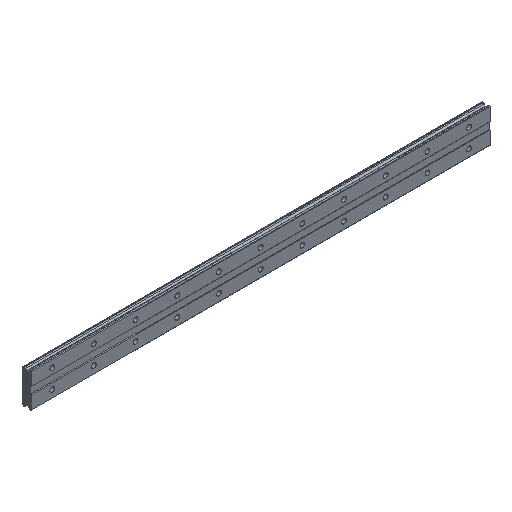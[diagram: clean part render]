
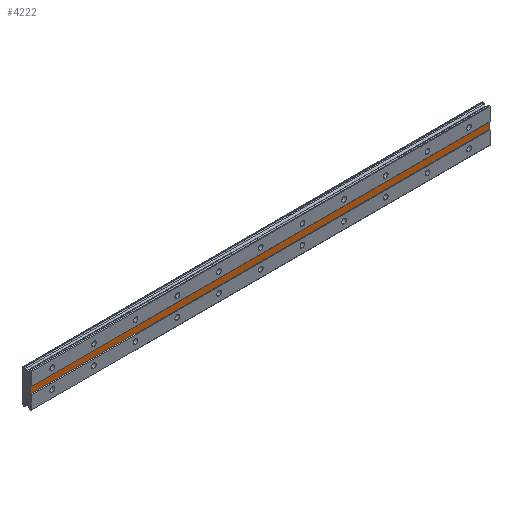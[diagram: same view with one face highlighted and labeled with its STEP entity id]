
A CAD part, isometric view. The second image highlights one B-rep face of the part: STEP entity #4222.
In plain terms, the highlighted planar face has unit normal (0, -1, 0).
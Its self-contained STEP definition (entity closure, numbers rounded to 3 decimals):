
#225 = CARTESIAN_POINT ( 'NONE',  ( 420., 0.5, -3. ) ) ;
#342 = CARTESIAN_POINT ( 'NONE',  ( 420., 0.5, 16.615 ) ) ;
#363 = CARTESIAN_POINT ( 'NONE',  ( -20., 0.5, 16.615 ) ) ;
#711 = EDGE_CURVE ( 'NONE', #2961, #3034, #3891, .T. ) ;
#730 = DIRECTION ( 'NONE',  ( -1., 0., 0. ) ) ;
#793 = LINE ( 'NONE', #363, #1946 ) ;
#981 = CARTESIAN_POINT ( 'NONE',  ( 420., 0.5, 3. ) ) ;
#1004 = CARTESIAN_POINT ( 'NONE',  ( 420., 0.5, 3. ) ) ;
#1189 = EDGE_LOOP ( 'NONE', ( #2154, #3954, #4495, #4146 ) ) ;
#1476 = CARTESIAN_POINT ( 'NONE',  ( -20., 0.5, -3. ) ) ;
#1561 = FACE_OUTER_BOUND ( 'NONE', #1189, .T. ) ;
#1605 = PLANE ( 'NONE',  #3780 ) ;
#1946 = VECTOR ( 'NONE', #2194, 1000. ) ;
#2053 = LINE ( 'NONE', #225, #2667 ) ;
#2154 = ORIENTED_EDGE ( 'NONE', *, *, #2864, .F. ) ;
#2194 = DIRECTION ( 'NONE',  ( 0., 0., -1. ) ) ;
#2400 = DIRECTION ( 'NONE',  ( 0., 0., 1. ) ) ;
#2421 = DIRECTION ( 'NONE',  ( 0., 1., 0. ) ) ;
#2667 = VECTOR ( 'NONE', #4511, 1000. ) ;
#2864 = EDGE_CURVE ( 'NONE', #3260, #3579, #2053, .T. ) ;
#2961 = VERTEX_POINT ( 'NONE', #1004 ) ;
#3034 = VERTEX_POINT ( 'NONE', #3134 ) ;
#3134 = CARTESIAN_POINT ( 'NONE',  ( -20., 0.5, 3. ) ) ;
#3169 = CARTESIAN_POINT ( 'NONE',  ( 420., 0.5, 3. ) ) ;
#3242 = VECTOR ( 'NONE', #730, 1000. ) ;
#3260 = VERTEX_POINT ( 'NONE', #3407 ) ;
#3407 = CARTESIAN_POINT ( 'NONE',  ( 420., 0.5, -3. ) ) ;
#3579 = VERTEX_POINT ( 'NONE', #1476 ) ;
#3780 = AXIS2_PLACEMENT_3D ( 'NONE', #981, #2421, #2400 ) ;
#3844 = EDGE_CURVE ( 'NONE', #2961, #3260, #4556, .T. ) ;
#3891 = LINE ( 'NONE', #3169, #3242 ) ;
#3954 = ORIENTED_EDGE ( 'NONE', *, *, #3844, .F. ) ;
#4074 = EDGE_CURVE ( 'NONE', #3034, #3579, #793, .T. ) ;
#4146 = ORIENTED_EDGE ( 'NONE', *, *, #4074, .T. ) ;
#4170 = VECTOR ( 'NONE', #4173, 1000. ) ;
#4173 = DIRECTION ( 'NONE',  ( 0., 0., -1. ) ) ;
#4222 = ADVANCED_FACE ( 'NONE', ( #1561 ), #1605, .F. ) ;
#4495 = ORIENTED_EDGE ( 'NONE', *, *, #711, .T. ) ;
#4511 = DIRECTION ( 'NONE',  ( -1., 0., 0. ) ) ;
#4556 = LINE ( 'NONE', #342, #4170 ) ;
